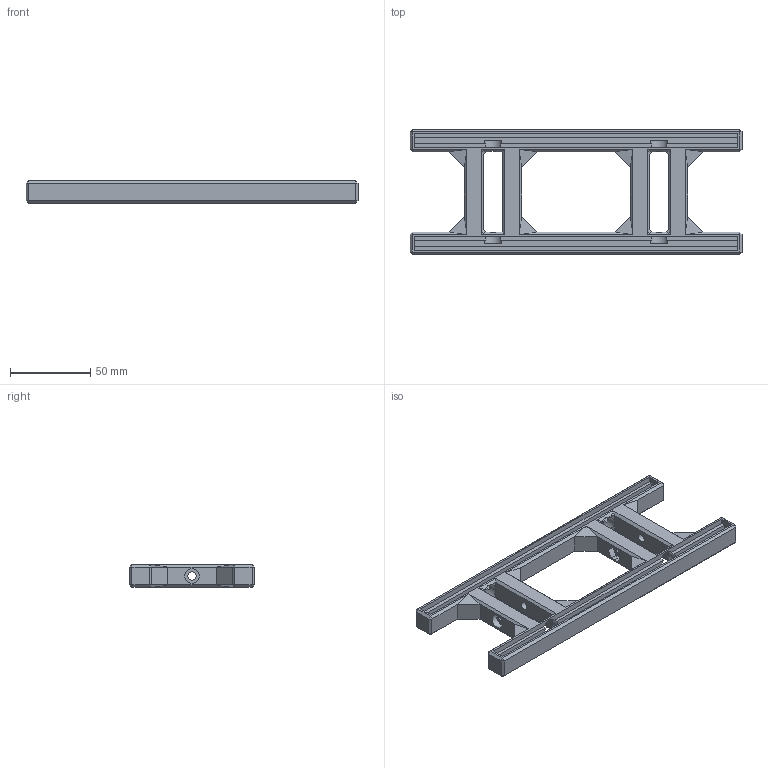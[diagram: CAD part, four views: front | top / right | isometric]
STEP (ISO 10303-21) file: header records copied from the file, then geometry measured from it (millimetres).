
FILE_DESCRIPTION(/* description */ (''),/* implementation_level */ '2;1');
FILE_NAME(/* name */ 'led_bar_v5.step',/* time_stamp */ '2023-03-31T23:27:50+02:00',/* author */ (''),/* organization */ (''),/* preprocessor_version */ 'ST-DEVELOPER v19.2',/* originating_system */ 'Autodesk Translation Framework v11.17.0.187',/* authorisation */ '');
FILE_SCHEMA (('AUTOMOTIVE_DESIGN { 1 0 10303 214 3 1 1 }'));
Length unit declared in the file: millimetre
Products named in the file (1): led_bar
Bounding box: 206.33 x 77.66 x 14.14 mm (x, y, z)
Volume: 90736.1 mm3; surface area: 39484 mm2
Topology: 1 solids, 1 shells, 218 faces, 506 edges, 288 vertices
Faces by surface type: plane 208, cylinder 10
Full cylindrical faces by diameter (mm): 5.1 x4, 9 x2, 11.828 x4
Entity records: 6011 total; most frequent: CARTESIAN_POINT 1013, ORIENTED_EDGE 1012, DIRECTION 1012, EDGE_CURVE 506, LINE 438, VECTOR 438, VERTEX_POINT 288, AXIS2_PLACEMENT_3D 287
